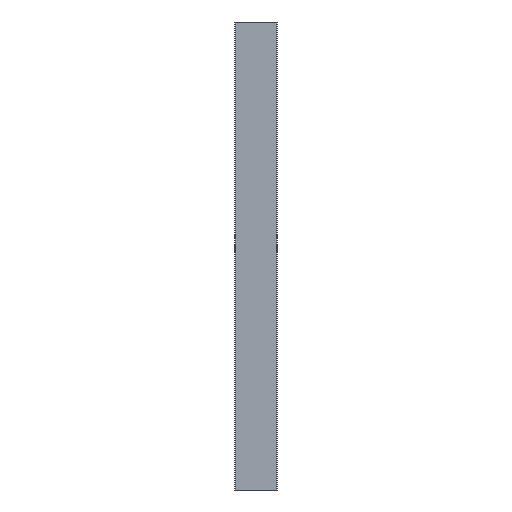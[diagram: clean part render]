
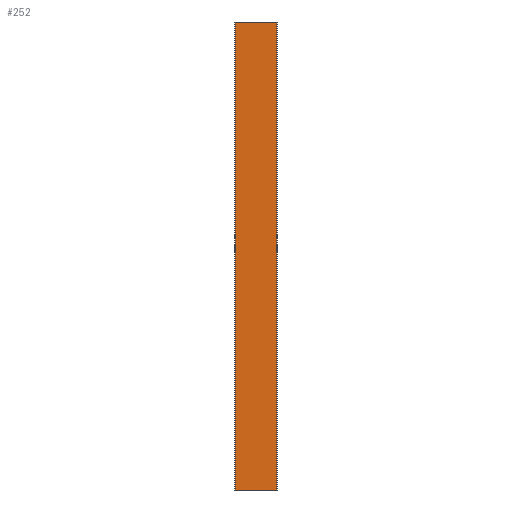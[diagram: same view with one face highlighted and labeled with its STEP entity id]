
A CAD part, front view. The second image highlights one B-rep face of the part: STEP entity #252.
In plain terms, the highlighted planar face has unit normal (0, -1, 0).
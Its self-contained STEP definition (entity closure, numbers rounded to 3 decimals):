
#106 = CARTESIAN_POINT ( 'NONE',  ( 44.5, 0., 1000. ) ) ;
#252 = ADVANCED_FACE ( 'NONE', ( #1355 ), #2211, .T. ) ;
#357 = ORIENTED_EDGE ( 'NONE', *, *, #481, .T. ) ;
#481 = EDGE_CURVE ( 'NONE', #1157, #2695, #2581, .T. ) ;
#498 = CARTESIAN_POINT ( 'NONE',  ( -44.5, 0., 1000. ) ) ;
#604 = ORIENTED_EDGE ( 'NONE', *, *, #1464, .T. ) ;
#621 = VECTOR ( 'NONE', #657, 1000. ) ;
#657 = DIRECTION ( 'NONE',  ( 0., 0., -1. ) ) ;
#702 = DIRECTION ( 'NONE',  ( 0., 0., -1. ) ) ;
#928 = CARTESIAN_POINT ( 'NONE',  ( 0., 0., 1000. ) ) ;
#930 = CARTESIAN_POINT ( 'NONE',  ( -44.5, 0., 1000. ) ) ;
#931 = LINE ( 'NONE', #2201, #1050 ) ;
#968 = DIRECTION ( 'NONE',  ( -1., 0., 0. ) ) ;
#1050 = VECTOR ( 'NONE', #968, 1000. ) ;
#1157 = VERTEX_POINT ( 'NONE', #106 ) ;
#1216 = VERTEX_POINT ( 'NONE', #1611 ) ;
#1253 = LINE ( 'NONE', #1482, #621 ) ;
#1298 = DIRECTION ( 'NONE',  ( -1., 0., 0. ) ) ;
#1355 = FACE_OUTER_BOUND ( 'NONE', #2570, .T. ) ;
#1360 = VECTOR ( 'NONE', #1298, 1000. ) ;
#1372 = DIRECTION ( 'NONE',  ( 0., 0., -1. ) ) ;
#1464 = EDGE_CURVE ( 'NONE', #2695, #1216, #2417, .T. ) ;
#1482 = CARTESIAN_POINT ( 'NONE',  ( 44.5, 0., 1000. ) ) ;
#1589 = AXIS2_PLACEMENT_3D ( 'NONE', #928, #1782, #1372 ) ;
#1611 = CARTESIAN_POINT ( 'NONE',  ( -44.5, 0., 0. ) ) ;
#1650 = EDGE_CURVE ( 'NONE', #1157, #2309, #1253, .T. ) ;
#1782 = DIRECTION ( 'NONE',  ( 0., -1., 0. ) ) ;
#1790 = CARTESIAN_POINT ( 'NONE',  ( 44.5, 0., 0. ) ) ;
#1989 = ORIENTED_EDGE ( 'NONE', *, *, #1650, .F. ) ;
#2201 = CARTESIAN_POINT ( 'NONE',  ( 0., 0., 0. ) ) ;
#2211 = PLANE ( 'NONE',  #1589 ) ;
#2309 = VERTEX_POINT ( 'NONE', #1790 ) ;
#2335 = ORIENTED_EDGE ( 'NONE', *, *, #2750, .F. ) ;
#2417 = LINE ( 'NONE', #930, #2536 ) ;
#2536 = VECTOR ( 'NONE', #702, 1000. ) ;
#2570 = EDGE_LOOP ( 'NONE', ( #2335, #1989, #357, #604 ) ) ;
#2581 = LINE ( 'NONE', #2804, #1360 ) ;
#2695 = VERTEX_POINT ( 'NONE', #498 ) ;
#2750 = EDGE_CURVE ( 'NONE', #2309, #1216, #931, .T. ) ;
#2804 = CARTESIAN_POINT ( 'NONE',  ( 0., 0., 1000. ) ) ;
